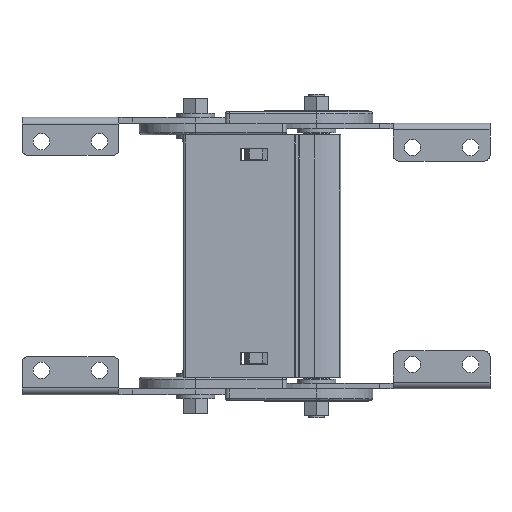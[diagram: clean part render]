
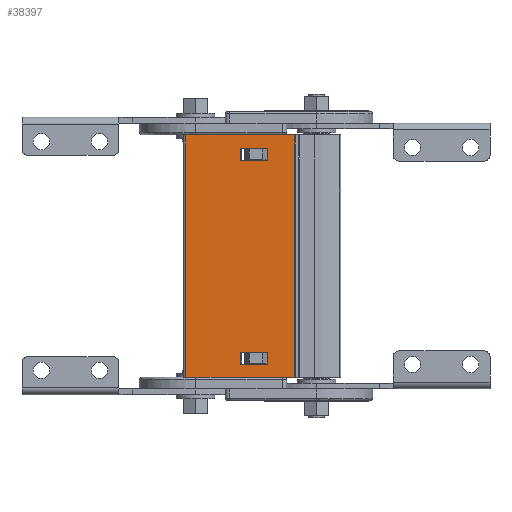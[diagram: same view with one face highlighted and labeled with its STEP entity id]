
A CAD part, front view. The second image highlights one B-rep face of the part: STEP entity #38397.
In plain terms, the highlighted planar face has unit normal (0, -1, -0.009).
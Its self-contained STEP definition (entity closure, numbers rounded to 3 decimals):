
#516 = LINE ( 'NONE', #11005, #31226 ) ;
#737 = EDGE_LOOP ( 'NONE', ( #10459, #34927, #3643, #10392 ) ) ;
#766 = CARTESIAN_POINT ( 'NONE',  ( -63.82, 143.418, 47.84 ) ) ;
#970 = DIRECTION ( 'NONE',  ( 0., 0.009, -1. ) ) ;
#1663 = ORIENTED_EDGE ( 'NONE', *, *, #24151, .T. ) ;
#1830 = DIRECTION ( 'NONE',  ( 0., -0.009, 1. ) ) ;
#2414 = EDGE_CURVE ( 'NONE', #17071, #11457, #2974, .T. ) ;
#2597 = EDGE_CURVE ( 'NONE', #11457, #12962, #516, .T. ) ;
#2838 = LINE ( 'NONE', #23058, #40440 ) ;
#2974 = LINE ( 'NONE', #766, #30732 ) ;
#3129 = ORIENTED_EDGE ( 'NONE', *, *, #34134, .T. ) ;
#3462 = VECTOR ( 'NONE', #33551, 1000. ) ;
#3643 = ORIENTED_EDGE ( 'NONE', *, *, #19824, .F. ) ;
#3975 = EDGE_LOOP ( 'NONE', ( #25989, #12416, #3129, #34657 ) ) ;
#4294 = LINE ( 'NONE', #33671, #24599 ) ;
#5056 = CARTESIAN_POINT ( 'NONE',  ( -77.82, 142.554, 146.854 ) ) ;
#5062 = DIRECTION ( 'NONE',  ( 0., 0.009, -1. ) ) ;
#5957 = LINE ( 'NONE', #25408, #6922 ) ;
#6266 = FACE_OUTER_BOUND ( 'NONE', #23620, .T. ) ;
#6922 = VECTOR ( 'NONE', #9354, 1000. ) ;
#7293 = CARTESIAN_POINT ( 'NONE',  ( -63.82, 142.499, 153.154 ) ) ;
#7726 = FACE_BOUND ( 'NONE', #737, .T. ) ;
#8185 = CARTESIAN_POINT ( 'NONE',  ( -105.8, 143.531, 34.791 ) ) ;
#8821 = CARTESIAN_POINT ( 'NONE',  ( -80.82, 142.44, 159.904 ) ) ;
#9354 = DIRECTION ( 'NONE',  ( 0., 0.009, -1. ) ) ;
#9374 = VECTOR ( 'NONE', #32886, 1000. ) ;
#10224 = VERTEX_POINT ( 'NONE', #7293 ) ;
#10392 = ORIENTED_EDGE ( 'NONE', *, *, #14765, .F. ) ;
#10449 = CARTESIAN_POINT ( 'NONE',  ( -63.82, 143.473, 41.541 ) ) ;
#10459 = ORIENTED_EDGE ( 'NONE', *, *, #2597, .F. ) ;
#10745 = EDGE_CURVE ( 'NONE', #10224, #25691, #28199, .T. ) ;
#11005 = CARTESIAN_POINT ( 'NONE',  ( -77.82, 143.418, 47.84 ) ) ;
#11457 = VERTEX_POINT ( 'NONE', #30394 ) ;
#11935 = CARTESIAN_POINT ( 'NONE',  ( -63.82, 142.554, 146.854 ) ) ;
#11999 = DIRECTION ( 'NONE',  ( -1., 0., 0. ) ) ;
#12416 = ORIENTED_EDGE ( 'NONE', *, *, #37887, .T. ) ;
#12589 = CARTESIAN_POINT ( 'NONE',  ( -49.6, 143.531, 34.791 ) ) ;
#12629 = EDGE_CURVE ( 'NONE', #23021, #20209, #5957, .T. ) ;
#12934 = ORIENTED_EDGE ( 'NONE', *, *, #31956, .F. ) ;
#12962 = VERTEX_POINT ( 'NONE', #27182 ) ;
#12977 = VERTEX_POINT ( 'NONE', #5056 ) ;
#14054 = CARTESIAN_POINT ( 'NONE',  ( -63.82, 142.554, 146.854 ) ) ;
#14408 = ORIENTED_EDGE ( 'NONE', *, *, #29357, .F. ) ;
#14735 = LINE ( 'NONE', #8821, #30599 ) ;
#14765 = EDGE_CURVE ( 'NONE', #12962, #33087, #2838, .T. ) ;
#16519 = DIRECTION ( 'NONE',  ( 0., 1., 0.009 ) ) ;
#16982 = DIRECTION ( 'NONE',  ( -1., 0., 0. ) ) ;
#17071 = VERTEX_POINT ( 'NONE', #10449 ) ;
#17850 = CARTESIAN_POINT ( 'NONE',  ( -105.8, 142.44, 159.904 ) ) ;
#18367 = LINE ( 'NONE', #22330, #21350 ) ;
#19045 = EDGE_CURVE ( 'NONE', #25691, #12977, #18367, .T. ) ;
#19310 = DIRECTION ( 'NONE',  ( 0., -0.009, 1. ) ) ;
#19696 = DIRECTION ( 'NONE',  ( 0., 0.009, -1. ) ) ;
#19784 = LINE ( 'NONE', #30798, #3462 ) ;
#19824 = EDGE_CURVE ( 'NONE', #33087, #17071, #19784, .T. ) ;
#19933 = CARTESIAN_POINT ( 'NONE',  ( -49.6, 141.728, 241.4 ) ) ;
#19944 = VECTOR ( 'NONE', #970, 1000. ) ;
#20209 = VERTEX_POINT ( 'NONE', #8185 ) ;
#21350 = VECTOR ( 'NONE', #38336, 1000. ) ;
#22330 = CARTESIAN_POINT ( 'NONE',  ( -77.82, 142.554, 146.854 ) ) ;
#22815 = LINE ( 'NONE', #24624, #30727 ) ;
#22933 = LINE ( 'NONE', #19933, #19944 ) ;
#23021 = VERTEX_POINT ( 'NONE', #17850 ) ;
#23058 = CARTESIAN_POINT ( 'NONE',  ( -77.82, 143.418, 47.84 ) ) ;
#23620 = EDGE_LOOP ( 'NONE', ( #24518, #14408, #12934, #1663 ) ) ;
#24151 = EDGE_CURVE ( 'NONE', #34940, #23021, #14735, .T. ) ;
#24518 = ORIENTED_EDGE ( 'NONE', *, *, #12629, .T. ) ;
#24599 = VECTOR ( 'NONE', #1830, 1000. ) ;
#24624 = CARTESIAN_POINT ( 'NONE',  ( -77.82, 142.499, 153.154 ) ) ;
#25408 = CARTESIAN_POINT ( 'NONE',  ( -105.8, 141.728, 241.4 ) ) ;
#25691 = VERTEX_POINT ( 'NONE', #11935 ) ;
#25989 = ORIENTED_EDGE ( 'NONE', *, *, #19045, .T. ) ;
#26055 = FACE_BOUND ( 'NONE', #3975, .T. ) ;
#27182 = CARTESIAN_POINT ( 'NONE',  ( -77.82, 143.418, 47.84 ) ) ;
#27294 = CARTESIAN_POINT ( 'NONE',  ( -77.82, 142.499, 153.154 ) ) ;
#27578 = AXIS2_PLACEMENT_3D ( 'NONE', #29108, #16519, #19696 ) ;
#28199 = LINE ( 'NONE', #14054, #9374 ) ;
#29108 = CARTESIAN_POINT ( 'NONE',  ( -80.82, 142.441, 159.783 ) ) ;
#29357 = EDGE_CURVE ( 'NONE', #34898, #20209, #35753, .T. ) ;
#30394 = CARTESIAN_POINT ( 'NONE',  ( -63.82, 143.418, 47.84 ) ) ;
#30599 = VECTOR ( 'NONE', #11999, 1000. ) ;
#30727 = VECTOR ( 'NONE', #30741, 1000. ) ;
#30732 = VECTOR ( 'NONE', #19310, 1000. ) ;
#30741 = DIRECTION ( 'NONE',  ( 1., 0., 0. ) ) ;
#30798 = CARTESIAN_POINT ( 'NONE',  ( -77.82, 143.473, 41.541 ) ) ;
#31226 = VECTOR ( 'NONE', #16982, 1000. ) ;
#31235 = CARTESIAN_POINT ( 'NONE',  ( -80.82, 143.531, 34.791 ) ) ;
#31956 = EDGE_CURVE ( 'NONE', #34940, #34898, #22933, .T. ) ;
#32850 = PLANE ( 'NONE',  #27578 ) ;
#32886 = DIRECTION ( 'NONE',  ( 0., 0.009, -1. ) ) ;
#33087 = VERTEX_POINT ( 'NONE', #39314 ) ;
#33551 = DIRECTION ( 'NONE',  ( 1., 0., 0. ) ) ;
#33671 = CARTESIAN_POINT ( 'NONE',  ( -77.82, 142.554, 146.854 ) ) ;
#34134 = EDGE_CURVE ( 'NONE', #38516, #10224, #22815, .T. ) ;
#34657 = ORIENTED_EDGE ( 'NONE', *, *, #10745, .T. ) ;
#34898 = VERTEX_POINT ( 'NONE', #12589 ) ;
#34927 = ORIENTED_EDGE ( 'NONE', *, *, #2414, .F. ) ;
#34940 = VERTEX_POINT ( 'NONE', #35256 ) ;
#35256 = CARTESIAN_POINT ( 'NONE',  ( -49.6, 142.44, 159.904 ) ) ;
#35271 = VECTOR ( 'NONE', #37422, 1000. ) ;
#35753 = LINE ( 'NONE', #31235, #35271 ) ;
#37422 = DIRECTION ( 'NONE',  ( -1., 0., 0. ) ) ;
#37887 = EDGE_CURVE ( 'NONE', #12977, #38516, #4294, .T. ) ;
#38336 = DIRECTION ( 'NONE',  ( -1., 0., 0. ) ) ;
#38397 = ADVANCED_FACE ( 'NONE', ( #26055, #6266, #7726 ), #32850, .F. ) ;
#38516 = VERTEX_POINT ( 'NONE', #27294 ) ;
#39314 = CARTESIAN_POINT ( 'NONE',  ( -77.82, 143.473, 41.541 ) ) ;
#40440 = VECTOR ( 'NONE', #5062, 1000. ) ;
